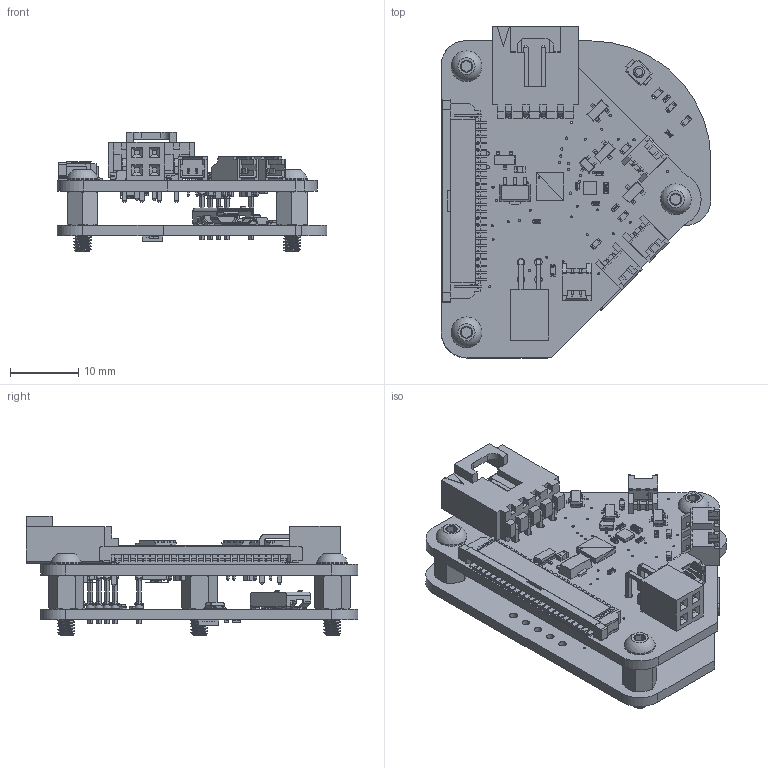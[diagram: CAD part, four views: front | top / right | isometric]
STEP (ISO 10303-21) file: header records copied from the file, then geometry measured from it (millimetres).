
FILE_DESCRIPTION(/* description */ (''),/* implementation_level */ '2;1');
FILE_NAME(/* name */ 'Debugger_Assembly.step',/* time_stamp */ '2019-01-09T02:57:03-08:00',/* author */ (''),/* organization */ (''),/* preprocessor_version */ 'ST-DEVELOPER v17.2',/* originating_system */ 'Autodesk Translation Framework v7.6.0.251',/* authorisation */ '');
FILE_SCHEMA (('AUTOMOTIVE_DESIGN { 1 0 10303 214 3 1 1 }'));
Products named in the file (33): Programmer assembly; Extruder_Board_programmer; PCB Component; Board; SEEED-LED_LED-0603; 47K; CP2102N-A01-GQFN20; QFN-16 (3x3) Part1; QFN-16 (3x3) Part2; SP0503BAHTG; 10118192-0001LF; SEEED-SWITCH_SW2-2.6-3.0X2.5X1.2+0.4MM; TP; Extruder_Board0.4; PCB Component_1; Board_1; SFW24R-1STE1LF; CON-MOLEX-2P-1.27MM048; ATMEGA48PA-MMHR28M1-L; L78L05ACU; C-GRID-04-70553; JST-2.54-2X2JST-DUPONT-2.54-2X2; SEEED-LED_LED-0603_1; HOLES_MOUNT-PAD-ROUND2.8; 92095A456; 47K_1; 1uF; 2PC4081-NPN; LM358PWRDFN-8; 4.7K; TC33X-2-103E; BAV199; 93655A090
Assembly tree (81 placements, depth 5):
  Programmer assembly
    Extruder_Board_programmer
      PCB Component
        Board
        SEEED-LED_LED-0603  x3
        47K  x4
        CP2102N-A01-GQFN20
          QFN-16 (3x3) Part1
          QFN-16 (3x3) Part2  x16
        SP0503BAHTG
        10118192-0001LF
        SEEED-SWITCH_SW2-2.6-3.0X2.5X1.2+0.4MM
        TP  x5
    93655A090  x3
    Extruder_Board0.4
      PCB Component_1
        Board_1
        BAV199  x4
        SFW24R-1STE1LF
        CON-MOLEX-2P-1.27MM048  x4
        ATMEGA48PA-MMHR28M1-L
        L78L05ACU
        TC33X-2-103E  x2
        C-GRID-04-70553
        JST-2.54-2X2JST-DUPONT-2.54-2X2
        SEEED-LED_LED-0603_1  x6
        HOLES_MOUNT-PAD-ROUND2.8  x3
          92095A456
        47K_1  x8
        1uF  x3
        2PC4081-NPN
        LM358PWRDFN-8
        4.7K
Bounding box: 39.56 x 48.63 x 17.54 mm (x, y, z)
Volume: 5996.3 mm3; surface area: 11026.3 mm2
Topology: 164 solids, 250 shells, 6254 faces, 16388 edges, 10384 vertices
Faces by surface type: plane 4957, cylinder 777, bspline 350, cone 78, sphere 61, torus 31
Full cylindrical faces by diameter (mm): 0.3 x75, 0.35 x26, 0.5 x10, 0.635 x2, 0.8 x5, 1.092 x4, 1.105 x9, 1.25 x5, 1.5 x2, 1.6 x3, 1.91 x3, 1.915 x42, 2.5 x45, 2.8 x6, 4.5 x3
Entity records: 130209 total; most frequent: CARTESIAN_POINT 32044, ORIENTED_EDGE 19862, DIRECTION 18574, EDGE_CURVE 10255, LINE 8918, VECTOR 8918, VERTEX_POINT 6402, AXIS2_PLACEMENT_3D 4828
